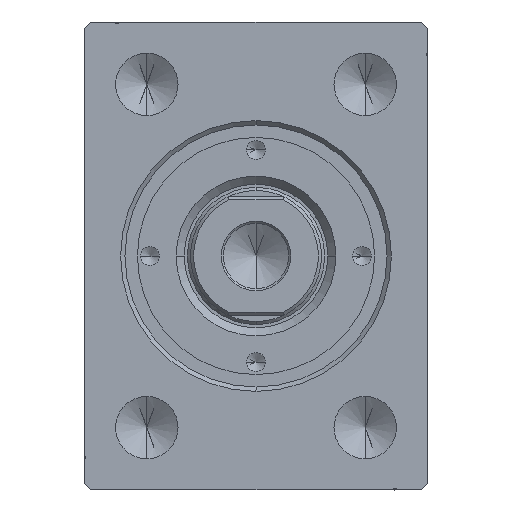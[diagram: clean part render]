
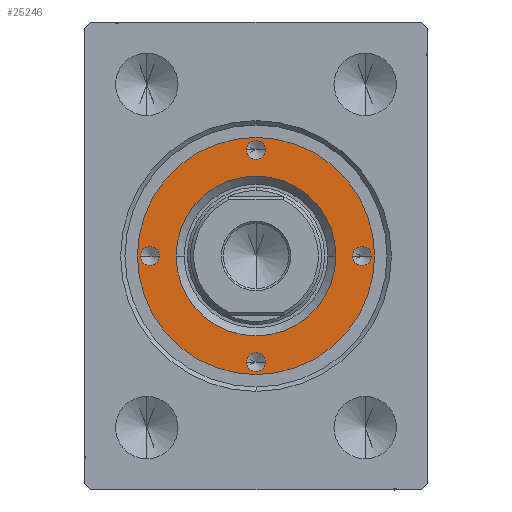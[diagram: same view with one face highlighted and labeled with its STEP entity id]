
A CAD part, left-side view. The second image highlights one B-rep face of the part: STEP entity #25246.
In plain terms, the highlighted face is planar.
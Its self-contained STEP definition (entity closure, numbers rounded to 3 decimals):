
#612 = EDGE_CURVE ( 'NONE', #36749, #33795, #16049, .T. ) ;
#807 = FACE_BOUND ( 'NONE', #19612, .T. ) ;
#977 = AXIS2_PLACEMENT_3D ( 'NONE', #13019, #40003, #9435 ) ;
#1052 = EDGE_LOOP ( 'NONE', ( #35917, #19108 ) ) ;
#1074 = VERTEX_POINT ( 'NONE', #14134 ) ;
#1326 = CARTESIAN_POINT ( 'NONE',  ( 1.5, -17., 10. ) ) ;
#1596 = CIRCLE ( 'NONE', #11584, 1.5 ) ;
#1632 = DIRECTION ( 'NONE',  ( 1., 0., 0. ) ) ;
#1885 = EDGE_CURVE ( 'NONE', #16197, #1074, #40996, .T. ) ;
#2477 = DIRECTION ( 'NONE',  ( 1., 0., 0. ) ) ;
#2913 = DIRECTION ( 'NONE',  ( 0., 0., 1. ) ) ;
#4419 = CIRCLE ( 'NONE', #29380, 1.5 ) ;
#4719 = DIRECTION ( 'NONE',  ( 1., 0., 0. ) ) ;
#5146 = VERTEX_POINT ( 'NONE', #8813 ) ;
#5216 = AXIS2_PLACEMENT_3D ( 'NONE', #25488, #22141, #4719 ) ;
#6526 = DIRECTION ( 'NONE',  ( 0., 0., 1. ) ) ;
#6686 = CARTESIAN_POINT ( 'NONE',  ( 0., 0., 10. ) ) ;
#6775 = AXIS2_PLACEMENT_3D ( 'NONE', #37762, #6526, #30843 ) ;
#6852 = EDGE_CURVE ( 'NONE', #26437, #21017, #26175, .T. ) ;
#7258 = EDGE_CURVE ( 'NONE', #27914, #25779, #27595, .T. ) ;
#7691 = EDGE_CURVE ( 'NONE', #14916, #26282, #19885, .T. ) ;
#8762 = DIRECTION ( 'NONE',  ( 1., 0., 0. ) ) ;
#8813 = CARTESIAN_POINT ( 'NONE',  ( -1.5, -17., 10. ) ) ;
#8906 = AXIS2_PLACEMENT_3D ( 'NONE', #24321, #30776, #34561 ) ;
#9238 = EDGE_CURVE ( 'NONE', #1074, #16197, #10686, .T. ) ;
#9435 = DIRECTION ( 'NONE',  ( 1., 0., 0. ) ) ;
#9884 = CARTESIAN_POINT ( 'NONE',  ( -1.5, 17., 10. ) ) ;
#10056 = DIRECTION ( 'NONE',  ( 0., 0., 1. ) ) ;
#10461 = EDGE_CURVE ( 'NONE', #30496, #5146, #34945, .T. ) ;
#10686 = CIRCLE ( 'NONE', #17132, 19. ) ;
#10877 = FACE_OUTER_BOUND ( 'NONE', #28815, .T. ) ;
#11261 = DIRECTION ( 'NONE',  ( 1., 0., 0. ) ) ;
#11584 = AXIS2_PLACEMENT_3D ( 'NONE', #15912, #25511, #8762 ) ;
#11756 = ORIENTED_EDGE ( 'NONE', *, *, #19716, .F. ) ;
#11946 = AXIS2_PLACEMENT_3D ( 'NONE', #21313, #28656, #11261 ) ;
#12341 = EDGE_CURVE ( 'NONE', #25779, #27914, #30889, .T. ) ;
#12705 = EDGE_CURVE ( 'NONE', #33795, #36749, #24479, .T. ) ;
#13019 = CARTESIAN_POINT ( 'NONE',  ( 17., 0., 10. ) ) ;
#14134 = CARTESIAN_POINT ( 'NONE',  ( -19., 0., 10. ) ) ;
#14689 = CARTESIAN_POINT ( 'NONE',  ( 18.5, 0., 10. ) ) ;
#14916 = VERTEX_POINT ( 'NONE', #33027 ) ;
#15857 = ORIENTED_EDGE ( 'NONE', *, *, #9238, .T. ) ;
#15912 = CARTESIAN_POINT ( 'NONE',  ( 0., -17., 10. ) ) ;
#16049 = CIRCLE ( 'NONE', #8906, 1.5 ) ;
#16197 = VERTEX_POINT ( 'NONE', #30505 ) ;
#17132 = AXIS2_PLACEMENT_3D ( 'NONE', #26101, #26318, #32999 ) ;
#18125 = CARTESIAN_POINT ( 'NONE',  ( 17., 0., 10. ) ) ;
#18248 = FACE_BOUND ( 'NONE', #1052, .T. ) ;
#19108 = ORIENTED_EDGE ( 'NONE', *, *, #7258, .T. ) ;
#19612 = EDGE_LOOP ( 'NONE', ( #29356, #26608 ) ) ;
#19716 = EDGE_CURVE ( 'NONE', #5146, #30496, #1596, .T. ) ;
#19885 = CIRCLE ( 'NONE', #42673, 1.5 ) ;
#20204 = ORIENTED_EDGE ( 'NONE', *, *, #1885, .T. ) ;
#20318 = CARTESIAN_POINT ( 'NONE',  ( -17., 0., 10. ) ) ;
#20323 = FACE_BOUND ( 'NONE', #30914, .T. ) ;
#21017 = VERTEX_POINT ( 'NONE', #27649 ) ;
#21313 = CARTESIAN_POINT ( 'NONE',  ( 0., 0., 10. ) ) ;
#22141 = DIRECTION ( 'NONE',  ( 0., 0., 1. ) ) ;
#23153 = CARTESIAN_POINT ( 'NONE',  ( 0., -17., 10. ) ) ;
#24321 = CARTESIAN_POINT ( 'NONE',  ( 0., 17., 10. ) ) ;
#24479 = CIRCLE ( 'NONE', #5216, 1.5 ) ;
#25246 = ADVANCED_FACE ( 'NONE', ( #807, #42089, #20323, #41654, #18248, #10877 ), #27830, .T. ) ;
#25488 = CARTESIAN_POINT ( 'NONE',  ( 0., 17., 10. ) ) ;
#25511 = DIRECTION ( 'NONE',  ( 0., 0., 1. ) ) ;
#25779 = VERTEX_POINT ( 'NONE', #25988 ) ;
#25988 = CARTESIAN_POINT ( 'NONE',  ( 12.8, 0., 10. ) ) ;
#26101 = CARTESIAN_POINT ( 'NONE',  ( 0., 0., 10. ) ) ;
#26164 = CARTESIAN_POINT ( 'NONE',  ( -17., 0., 10. ) ) ;
#26175 = CIRCLE ( 'NONE', #41826, 1.5 ) ;
#26282 = VERTEX_POINT ( 'NONE', #41003 ) ;
#26318 = DIRECTION ( 'NONE',  ( 0., 0., 1. ) ) ;
#26437 = VERTEX_POINT ( 'NONE', #14689 ) ;
#26485 = DIRECTION ( 'NONE',  ( 0., 0., 1. ) ) ;
#26608 = ORIENTED_EDGE ( 'NONE', *, *, #7691, .F. ) ;
#27595 = CIRCLE ( 'NONE', #11946, 12.8 ) ;
#27649 = CARTESIAN_POINT ( 'NONE',  ( 15.5, 0., 10. ) ) ;
#27830 = PLANE ( 'NONE',  #36476 ) ;
#27914 = VERTEX_POINT ( 'NONE', #35063 ) ;
#27924 = DIRECTION ( 'NONE',  ( 1., 0., 0. ) ) ;
#28656 = DIRECTION ( 'NONE',  ( 0., 0., -1. ) ) ;
#28815 = EDGE_LOOP ( 'NONE', ( #15857, #20204 ) ) ;
#29356 = ORIENTED_EDGE ( 'NONE', *, *, #30442, .F. ) ;
#29380 = AXIS2_PLACEMENT_3D ( 'NONE', #26164, #2913, #2477 ) ;
#30100 = ORIENTED_EDGE ( 'NONE', *, *, #6852, .F. ) ;
#30129 = DIRECTION ( 'NONE',  ( 1., 0., 0. ) ) ;
#30442 = EDGE_CURVE ( 'NONE', #26282, #14916, #4419, .T. ) ;
#30496 = VERTEX_POINT ( 'NONE', #1326 ) ;
#30505 = CARTESIAN_POINT ( 'NONE',  ( 19., 0., 10. ) ) ;
#30776 = DIRECTION ( 'NONE',  ( 0., 0., 1. ) ) ;
#30843 = DIRECTION ( 'NONE',  ( 1., 0., 0. ) ) ;
#30889 = CIRCLE ( 'NONE', #42995, 12.8 ) ;
#30914 = EDGE_LOOP ( 'NONE', ( #30100, #34428 ) ) ;
#31383 = DIRECTION ( 'NONE',  ( 1., 0., 0. ) ) ;
#32954 = EDGE_LOOP ( 'NONE', ( #41502, #34272 ) ) ;
#32999 = DIRECTION ( 'NONE',  ( 1., 0., 0. ) ) ;
#33027 = CARTESIAN_POINT ( 'NONE',  ( -18.5, 0., 10. ) ) ;
#33511 = AXIS2_PLACEMENT_3D ( 'NONE', #23153, #26485, #36736 ) ;
#33758 = CIRCLE ( 'NONE', #977, 1.5 ) ;
#33795 = VERTEX_POINT ( 'NONE', #34621 ) ;
#34272 = ORIENTED_EDGE ( 'NONE', *, *, #612, .F. ) ;
#34428 = ORIENTED_EDGE ( 'NONE', *, *, #35943, .F. ) ;
#34561 = DIRECTION ( 'NONE',  ( 1., 0., 0. ) ) ;
#34621 = CARTESIAN_POINT ( 'NONE',  ( 1.5, 17., 10. ) ) ;
#34945 = CIRCLE ( 'NONE', #33511, 1.5 ) ;
#35063 = CARTESIAN_POINT ( 'NONE',  ( -12.8, 0., 10. ) ) ;
#35917 = ORIENTED_EDGE ( 'NONE', *, *, #12341, .T. ) ;
#35943 = EDGE_CURVE ( 'NONE', #21017, #26437, #33758, .T. ) ;
#36476 = AXIS2_PLACEMENT_3D ( 'NONE', #6686, #10056, #31383 ) ;
#36736 = DIRECTION ( 'NONE',  ( 1., 0., 0. ) ) ;
#36749 = VERTEX_POINT ( 'NONE', #9884 ) ;
#37480 = DIRECTION ( 'NONE',  ( 0., 0., 1. ) ) ;
#37762 = CARTESIAN_POINT ( 'NONE',  ( 0., 0., 10. ) ) ;
#38195 = DIRECTION ( 'NONE',  ( 0., 0., 1. ) ) ;
#39356 = CARTESIAN_POINT ( 'NONE',  ( 0., 0., 10. ) ) ;
#40003 = DIRECTION ( 'NONE',  ( 0., 0., 1. ) ) ;
#40651 = EDGE_LOOP ( 'NONE', ( #42166, #11756 ) ) ;
#40996 = CIRCLE ( 'NONE', #6775, 19. ) ;
#41003 = CARTESIAN_POINT ( 'NONE',  ( -15.5, 0., 10. ) ) ;
#41502 = ORIENTED_EDGE ( 'NONE', *, *, #12705, .F. ) ;
#41654 = FACE_BOUND ( 'NONE', #40651, .T. ) ;
#41826 = AXIS2_PLACEMENT_3D ( 'NONE', #18125, #38195, #27924 ) ;
#42033 = DIRECTION ( 'NONE',  ( 0., 0., -1. ) ) ;
#42089 = FACE_BOUND ( 'NONE', #32954, .T. ) ;
#42166 = ORIENTED_EDGE ( 'NONE', *, *, #10461, .F. ) ;
#42673 = AXIS2_PLACEMENT_3D ( 'NONE', #20318, #37480, #30129 ) ;
#42995 = AXIS2_PLACEMENT_3D ( 'NONE', #39356, #42033, #1632 ) ;
